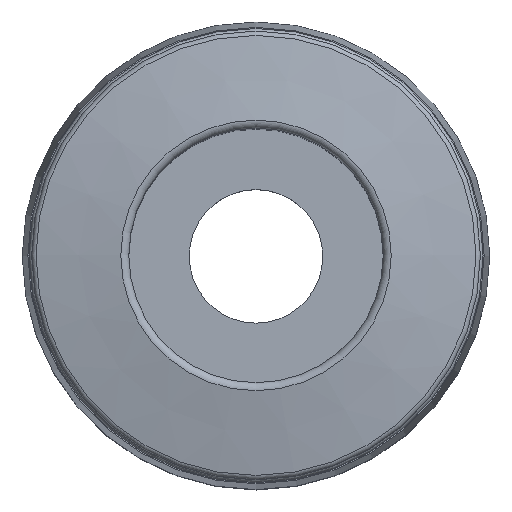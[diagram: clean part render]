
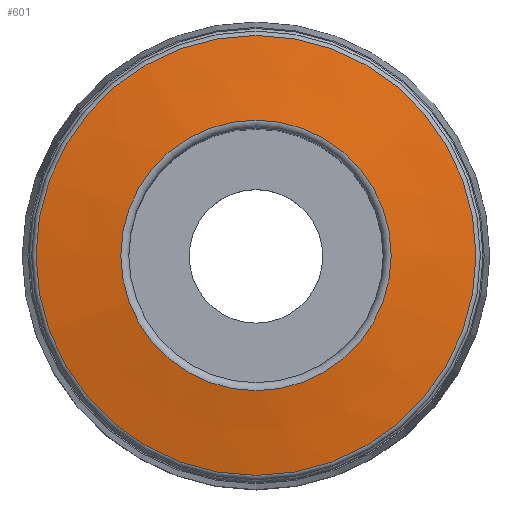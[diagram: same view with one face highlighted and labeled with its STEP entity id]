
A CAD part, top view. The second image highlights one B-rep face of the part: STEP entity #601.
In plain terms, the highlighted conical face has half-angle 80 degrees and reference radius 5.062 mm.
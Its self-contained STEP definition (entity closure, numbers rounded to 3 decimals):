
#48=ORIENTED_EDGE('',*,*,#116,.F.);
#49=ORIENTED_EDGE('',*,*,#117,.T.);
#116=EDGE_CURVE('',#150,#150,#184,.T.);
#117=EDGE_CURVE('',#151,#151,#185,.T.);
#150=VERTEX_POINT('',#849);
#151=VERTEX_POINT('',#851);
#184=CIRCLE('',#641,8.235);
#185=CIRCLE('',#642,5.062);
#218=EDGE_LOOP('',(#48));
#219=EDGE_LOOP('',(#49));
#286=FACE_BOUND('',#218,.T.);
#287=FACE_BOUND('',#219,.T.);
#354=CONICAL_SURFACE('',#640,5.062,1.396);
#601=ADVANCED_FACE('',(#286,#287),#354,.T.);
#640=AXIS2_PLACEMENT_3D('',#847,#710,#711);
#641=AXIS2_PLACEMENT_3D('',#848,#712,#713);
#642=AXIS2_PLACEMENT_3D('',#850,#714,#715);
#710=DIRECTION('',(0.,0.,-1.));
#711=DIRECTION('',(-1.,0.,0.));
#712=DIRECTION('',(0.,0.,-1.));
#713=DIRECTION('',(-1.,0.,0.));
#714=DIRECTION('',(0.,0.,-1.));
#715=DIRECTION('',(-1.,0.,0.));
#847=CARTESIAN_POINT('',(0.,0.,39.7));
#848=CARTESIAN_POINT('',(0.,0.,39.141));
#849=CARTESIAN_POINT('',(-8.235,0.,39.141));
#850=CARTESIAN_POINT('',(0.,0.,39.7));
#851=CARTESIAN_POINT('',(-5.062,0.,39.7));
